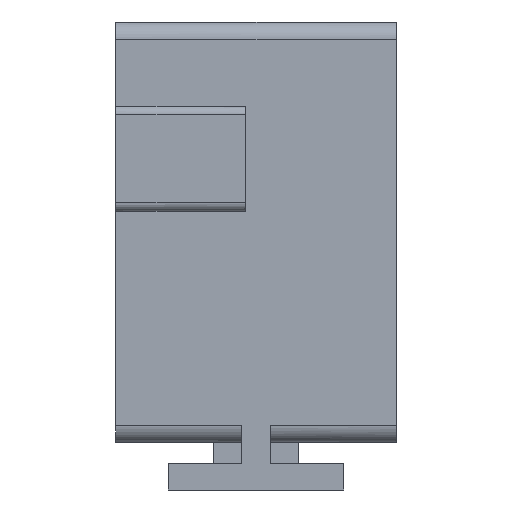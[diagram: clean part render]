
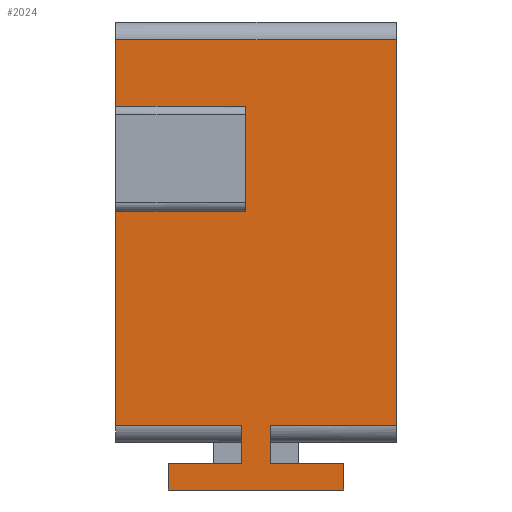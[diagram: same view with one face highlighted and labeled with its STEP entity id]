
A CAD part, front view. The second image highlights one B-rep face of the part: STEP entity #2024.
In plain terms, the highlighted planar face has unit normal (0, -1, 0).
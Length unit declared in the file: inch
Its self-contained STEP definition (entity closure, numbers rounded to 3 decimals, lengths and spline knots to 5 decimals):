
#1924=AXIS2_PLACEMENT_3D('Plane Axis2P3D',#1921,#1922,#1923) ;
#167=CARTESIAN_POINT('Vertex',(-0.95592,-45.37,12.47316)) ;
#170=CARTESIAN_POINT('Line Origine',(-0.95592,-45.37,12.83533)) ;
#174=CARTESIAN_POINT('Vertex',(-0.95592,-45.37,13.1975)) ;
#791=CARTESIAN_POINT('Vertex',(-0.95592,-45.37,10.4475)) ;
#794=CARTESIAN_POINT('Line Origine',(-0.95592,-45.37,11.33533)) ;
#798=CARTESIAN_POINT('Vertex',(-0.95592,-45.37,12.22316)) ;
#1667=CARTESIAN_POINT('Vertex',(-0.03092,-45.37,12.22316)) ;
#1670=CARTESIAN_POINT('Line Origine',(-0.03092,-45.37,12.34816)) ;
#1674=CARTESIAN_POINT('Vertex',(-0.03092,-45.37,12.47316)) ;
#1908=CARTESIAN_POINT('Line Origine',(-0.49342,-45.37,12.47316)) ;
#1921=CARTESIAN_POINT('Axis2P3D Location',(-1.05986,-45.37,9.96419)) ;
#1926=CARTESIAN_POINT('Line Origine',(0.14408,-45.37,10.31)) ;
#1930=CARTESIAN_POINT('Vertex',(0.14408,-45.37,10.1725)) ;
#1932=CARTESIAN_POINT('Vertex',(0.14408,-45.37,10.4475)) ;
#1935=CARTESIAN_POINT('Line Origine',(0.59408,-45.37,10.4475)) ;
#1939=CARTESIAN_POINT('Vertex',(1.04408,-45.37,10.4475)) ;
#1942=CARTESIAN_POINT('Line Origine',(1.04408,-45.37,11.8225)) ;
#1946=CARTESIAN_POINT('Vertex',(1.04408,-45.37,13.1975)) ;
#1949=CARTESIAN_POINT('Line Origine',(0.04408,-45.37,13.1975)) ;
#1954=CARTESIAN_POINT('Line Origine',(-0.49342,-45.37,12.22316)) ;
#1959=CARTESIAN_POINT('Line Origine',(-0.50592,-45.37,10.4475)) ;
#1963=CARTESIAN_POINT('Vertex',(-0.05592,-45.37,10.4475)) ;
#1966=CARTESIAN_POINT('Line Origine',(-0.05592,-45.37,10.31)) ;
#1970=CARTESIAN_POINT('Vertex',(-0.05592,-45.37,10.1725)) ;
#1973=CARTESIAN_POINT('Line Origine',(-0.31842,-45.37,10.1725)) ;
#1977=CARTESIAN_POINT('Vertex',(-0.58092,-45.37,10.1725)) ;
#1980=CARTESIAN_POINT('Line Origine',(-0.58092,-45.37,10.07875)) ;
#1984=CARTESIAN_POINT('Vertex',(-0.58092,-45.37,9.985)) ;
#1987=CARTESIAN_POINT('Line Origine',(0.04408,-45.37,9.985)) ;
#1991=CARTESIAN_POINT('Vertex',(0.66908,-45.37,9.985)) ;
#1994=CARTESIAN_POINT('Line Origine',(0.66908,-45.37,10.07875)) ;
#1998=CARTESIAN_POINT('Vertex',(0.66908,-45.37,10.1725)) ;
#2001=CARTESIAN_POINT('Line Origine',(0.40658,-45.37,10.1725)) ;
#171=DIRECTION('Vector Direction',(0.,0.,1.)) ;
#795=DIRECTION('Vector Direction',(0.,0.,1.)) ;
#1671=DIRECTION('Vector Direction',(0.,0.,-1.)) ;
#1909=DIRECTION('Vector Direction',(1.,0.,0.)) ;
#1922=DIRECTION('Axis2P3D Direction',(0.,-1.,0.)) ;
#1923=DIRECTION('Axis2P3D XDirection',(1.,0.,0.)) ;
#1927=DIRECTION('Vector Direction',(0.,0.,1.)) ;
#1936=DIRECTION('Vector Direction',(1.,0.,0.)) ;
#1943=DIRECTION('Vector Direction',(0.,0.,-1.)) ;
#1950=DIRECTION('Vector Direction',(-1.,0.,0.)) ;
#1955=DIRECTION('Vector Direction',(-1.,0.,0.)) ;
#1960=DIRECTION('Vector Direction',(1.,0.,0.)) ;
#1967=DIRECTION('Vector Direction',(0.,0.,-1.)) ;
#1974=DIRECTION('Vector Direction',(-1.,0.,0.)) ;
#1981=DIRECTION('Vector Direction',(0.,0.,-1.)) ;
#1988=DIRECTION('Vector Direction',(1.,0.,0.)) ;
#1995=DIRECTION('Vector Direction',(0.,0.,1.)) ;
#2002=DIRECTION('Vector Direction',(-1.,0.,0.)) ;
#172=VECTOR('Line Direction',#171,0.03937) ;
#796=VECTOR('Line Direction',#795,0.03937) ;
#1672=VECTOR('Line Direction',#1671,0.03937) ;
#1910=VECTOR('Line Direction',#1909,0.03937) ;
#1928=VECTOR('Line Direction',#1927,0.03937) ;
#1937=VECTOR('Line Direction',#1936,0.03937) ;
#1944=VECTOR('Line Direction',#1943,0.03937) ;
#1951=VECTOR('Line Direction',#1950,0.03937) ;
#1956=VECTOR('Line Direction',#1955,0.03937) ;
#1961=VECTOR('Line Direction',#1960,0.03937) ;
#1968=VECTOR('Line Direction',#1967,0.03937) ;
#1975=VECTOR('Line Direction',#1974,0.03937) ;
#1982=VECTOR('Line Direction',#1981,0.03937) ;
#1989=VECTOR('Line Direction',#1988,0.03937) ;
#1996=VECTOR('Line Direction',#1995,0.03937) ;
#2003=VECTOR('Line Direction',#2002,0.03937) ;
#2007=ORIENTED_EDGE('',*,*,#1934,.T.) ;
#2008=ORIENTED_EDGE('',*,*,#1941,.T.) ;
#2009=ORIENTED_EDGE('',*,*,#1948,.F.) ;
#2010=ORIENTED_EDGE('',*,*,#1953,.T.) ;
#2011=ORIENTED_EDGE('',*,*,#176,.F.) ;
#2012=ORIENTED_EDGE('',*,*,#1912,.T.) ;
#2013=ORIENTED_EDGE('',*,*,#1676,.T.) ;
#2014=ORIENTED_EDGE('',*,*,#1958,.T.) ;
#2015=ORIENTED_EDGE('',*,*,#800,.F.) ;
#2016=ORIENTED_EDGE('',*,*,#1965,.T.) ;
#2017=ORIENTED_EDGE('',*,*,#1972,.T.) ;
#2018=ORIENTED_EDGE('',*,*,#1979,.T.) ;
#2019=ORIENTED_EDGE('',*,*,#1986,.T.) ;
#2020=ORIENTED_EDGE('',*,*,#1993,.T.) ;
#2021=ORIENTED_EDGE('',*,*,#2000,.T.) ;
#2022=ORIENTED_EDGE('',*,*,#2005,.T.) ;
#2024=ADVANCED_FACE('R2',(#2023),#1925,.T.) ;
#176=EDGE_CURVE('',#168,#175,#173,.T.) ;
#800=EDGE_CURVE('',#792,#799,#797,.T.) ;
#1676=EDGE_CURVE('',#1675,#1668,#1673,.T.) ;
#1912=EDGE_CURVE('',#168,#1675,#1911,.T.) ;
#1934=EDGE_CURVE('',#1931,#1933,#1929,.T.) ;
#1941=EDGE_CURVE('',#1933,#1940,#1938,.T.) ;
#1948=EDGE_CURVE('',#1947,#1940,#1945,.T.) ;
#1953=EDGE_CURVE('',#1947,#175,#1952,.T.) ;
#1958=EDGE_CURVE('',#1668,#799,#1957,.T.) ;
#1965=EDGE_CURVE('',#792,#1964,#1962,.T.) ;
#1972=EDGE_CURVE('',#1964,#1971,#1969,.T.) ;
#1979=EDGE_CURVE('',#1971,#1978,#1976,.T.) ;
#1986=EDGE_CURVE('',#1978,#1985,#1983,.T.) ;
#1993=EDGE_CURVE('',#1985,#1992,#1990,.T.) ;
#2000=EDGE_CURVE('',#1992,#1999,#1997,.T.) ;
#2005=EDGE_CURVE('',#1999,#1931,#2004,.T.) ;
#2006=EDGE_LOOP('',(#2007,#2008,#2009,#2010,#2011,#2012,#2013,#2014,#2015,#2016,#2017,#2018,#2019,#2020,#2021,#2022)) ;
#2023=FACE_OUTER_BOUND('',#2006,.T.) ;
#173=LINE('Line',#170,#172) ;
#797=LINE('Line',#794,#796) ;
#1673=LINE('Line',#1670,#1672) ;
#1911=LINE('Line',#1908,#1910) ;
#1929=LINE('Line',#1926,#1928) ;
#1938=LINE('Line',#1935,#1937) ;
#1945=LINE('Line',#1942,#1944) ;
#1952=LINE('Line',#1949,#1951) ;
#1957=LINE('Line',#1954,#1956) ;
#1962=LINE('Line',#1959,#1961) ;
#1969=LINE('Line',#1966,#1968) ;
#1976=LINE('Line',#1973,#1975) ;
#1983=LINE('Line',#1980,#1982) ;
#1990=LINE('Line',#1987,#1989) ;
#1997=LINE('Line',#1994,#1996) ;
#2004=LINE('Line',#2001,#2003) ;
#1925=PLANE('',#1924) ;
#168=VERTEX_POINT('',#167) ;
#175=VERTEX_POINT('',#174) ;
#792=VERTEX_POINT('',#791) ;
#799=VERTEX_POINT('',#798) ;
#1668=VERTEX_POINT('',#1667) ;
#1675=VERTEX_POINT('',#1674) ;
#1931=VERTEX_POINT('',#1930) ;
#1933=VERTEX_POINT('',#1932) ;
#1940=VERTEX_POINT('',#1939) ;
#1947=VERTEX_POINT('',#1946) ;
#1964=VERTEX_POINT('',#1963) ;
#1971=VERTEX_POINT('',#1970) ;
#1978=VERTEX_POINT('',#1977) ;
#1985=VERTEX_POINT('',#1984) ;
#1992=VERTEX_POINT('',#1991) ;
#1999=VERTEX_POINT('',#1998) ;
